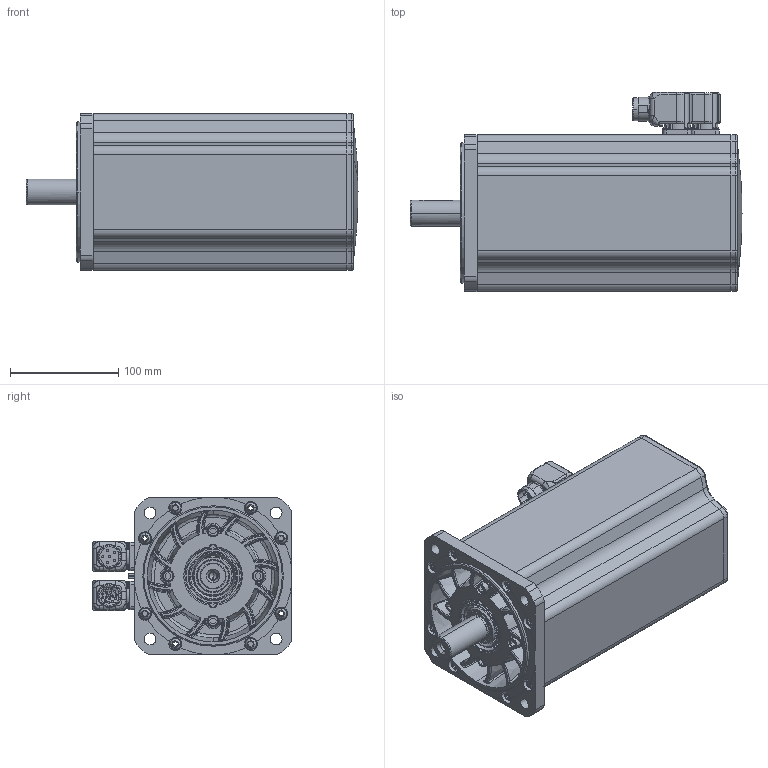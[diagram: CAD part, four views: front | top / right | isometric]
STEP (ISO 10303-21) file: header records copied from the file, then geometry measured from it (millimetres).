
FILE_DESCRIPTION((''),'2;1');
FILE_NAME('51147N-0_SW0001','2016-06-04T',('zhangyanli'),(''),'PRO/ENGINEER BY PARAMETRIC TECHNOLOGY CORPORATION, 2010430','PRO/ENGINEER BY PARAMETRIC TECHNOLOGY CORPORATION, 2010430','');
FILE_SCHEMA(('CONFIG_CONTROL_DESIGN'));
Length unit declared in the file: millimetre
Products named in the file (1): 51147N-0_SW0001
Bounding box: 307.2 x 184 x 145 mm (x, y, z)
Surface area: 224051.3 mm2 (no closed solid volume)
Topology: 0 solids, 66 shells, 864 faces, 2844 edges, 1951 vertices
Faces by surface type: cylinder 240, plane 204, bspline 154, torus 130, cone 86, sphere 50
Entity records: 39519 total; most frequent: CARTESIAN_POINT 15917, DIRECTION 4987, ORIENTED_EDGE 4495, EDGE_CURVE 2840, AXIS2_PLACEMENT_3D 2068, VERTEX_POINT 1951, CIRCLE 1358, EDGE_LOOP 954
